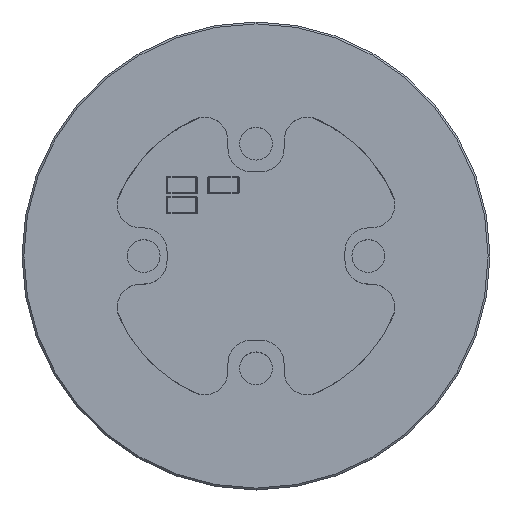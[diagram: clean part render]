
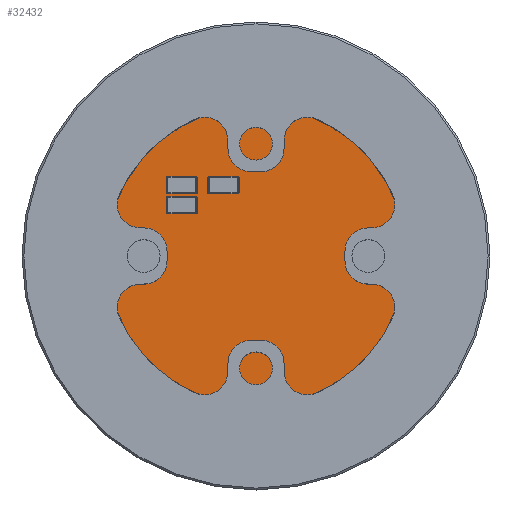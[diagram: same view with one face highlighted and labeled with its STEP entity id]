
A CAD part, top view. The second image highlights one B-rep face of the part: STEP entity #32432.
In plain terms, the highlighted face is planar.
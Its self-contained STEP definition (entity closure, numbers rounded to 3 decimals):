
#32281=CARTESIAN_POINT('',(16.115,15.529,0.));
#32282=DIRECTION('',(0.,0.,1.));
#32283=DIRECTION('',(1.,0.,0.));
#32284=AXIS2_PLACEMENT_3D('',#32281,#32282,#32283);
#32286=CARTESIAN_POINT('',(16.115,15.529,0.));
#32287=DIRECTION('',(0.,0.,1.));
#32288=DIRECTION('',(-1.,0.,0.));
#32289=AXIS2_PLACEMENT_3D('',#32286,#32287,#32288);
#32291=CARTESIAN_POINT('',(4.115,15.529,0.));
#32292=DIRECTION('',(0.,0.,-1.));
#32293=DIRECTION('',(-1.,0.,0.));
#32294=AXIS2_PLACEMENT_3D('',#32291,#32292,#32293);
#32296=CARTESIAN_POINT('',(4.115,15.529,0.));
#32297=DIRECTION('',(0.,0.,-1.));
#32298=DIRECTION('',(1.,0.,0.));
#32299=AXIS2_PLACEMENT_3D('',#32296,#32297,#32298);
#32301=CARTESIAN_POINT('',(28.115,15.529,0.));
#32302=DIRECTION('',(0.,0.,-1.));
#32303=DIRECTION('',(-1.,0.,0.));
#32304=AXIS2_PLACEMENT_3D('',#32301,#32302,#32303);
#32306=CARTESIAN_POINT('',(28.115,15.529,0.));
#32307=DIRECTION('',(0.,0.,-1.));
#32308=DIRECTION('',(1.,0.,0.));
#32309=AXIS2_PLACEMENT_3D('',#32306,#32307,#32308);
#32357=CARTESIAN_POINT('',(0.115,15.529,0.));
#32359=VERTEX_POINT('',#32357);
#32363=CARTESIAN_POINT('',(32.115,15.529,0.));
#32364=VERTEX_POINT('',#32363);
#32365=CARTESIAN_POINT('',(2.365,15.529,0.));
#32366=CARTESIAN_POINT('',(5.865,15.529,0.));
#32367=VERTEX_POINT('',#32365);
#32368=VERTEX_POINT('',#32366);
#32369=CARTESIAN_POINT('',(26.365,15.529,0.));
#32370=CARTESIAN_POINT('',(29.865,15.529,0.));
#32371=VERTEX_POINT('',#32369);
#32372=VERTEX_POINT('',#32370);
#32411=CARTESIAN_POINT('',(32.115,15.529,0.));
#32412=DIRECTION('',(0.,0.,-1.));
#32413=DIRECTION('',(-1.,0.,0.));
#32414=AXIS2_PLACEMENT_3D('',#32411,#32412,#32413);
#32415=PLANE('',#32414);
#32416=ORIENTED_EDGE('',*,*,#32403,.T.);
#32417=ORIENTED_EDGE('',*,*,#32392,.T.);
#32418=EDGE_LOOP('',(#32416,#32417));
#32419=FACE_OUTER_BOUND('',#32418,.F.);
#32421=ORIENTED_EDGE('',*,*,#32420,.T.);
#32423=ORIENTED_EDGE('',*,*,#32422,.T.);
#32424=EDGE_LOOP('',(#32421,#32423));
#32425=FACE_BOUND('',#32424,.F.);
#32427=ORIENTED_EDGE('',*,*,#32426,.T.);
#32429=ORIENTED_EDGE('',*,*,#32428,.T.);
#32430=EDGE_LOOP('',(#32427,#32429));
#32431=FACE_BOUND('',#32430,.F.);
#32432=ADVANCED_FACE('',(#32419,#32425,#32431),#32415,.T.);
#32285=CIRCLE('',#32284,16.);
#32290=CIRCLE('',#32289,16.);
#32295=CIRCLE('',#32294,1.75);
#32300=CIRCLE('',#32299,1.75);
#32305=CIRCLE('',#32304,1.75);
#32310=CIRCLE('',#32309,1.75);
#32392=EDGE_CURVE('',#32359,#32364,#32290,.T.);
#32403=EDGE_CURVE('',#32364,#32359,#32285,.T.);
#32420=EDGE_CURVE('',#32367,#32368,#32295,.T.);
#32422=EDGE_CURVE('',#32368,#32367,#32300,.T.);
#32426=EDGE_CURVE('',#32371,#32372,#32305,.T.);
#32428=EDGE_CURVE('',#32372,#32371,#32310,.T.);
